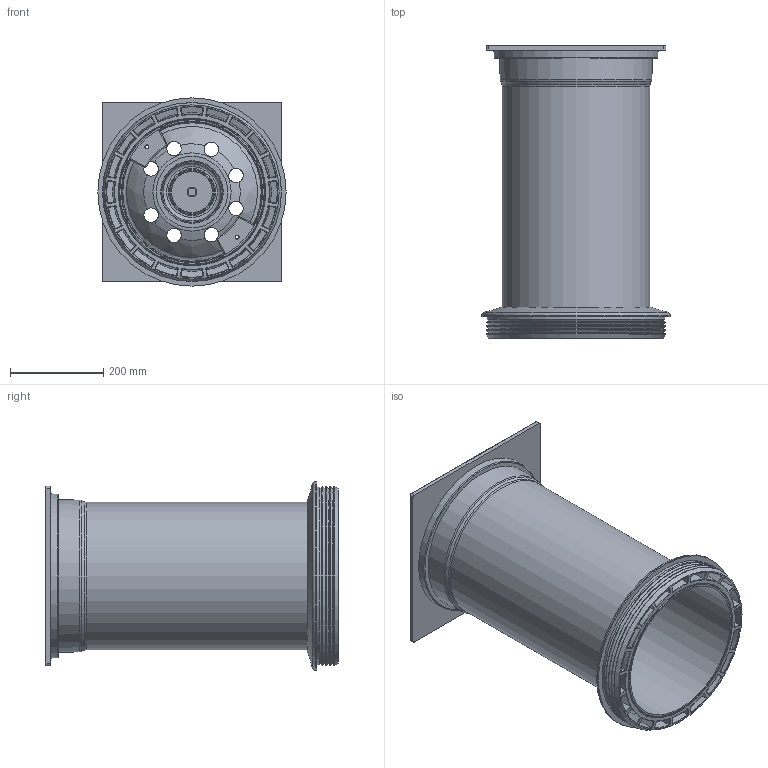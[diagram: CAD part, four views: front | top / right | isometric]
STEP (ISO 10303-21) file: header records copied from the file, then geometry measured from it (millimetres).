
FILE_DESCRIPTION(/* description */ (''),/* implementation_level */ '2;1');
FILE_NAME(/* name */ '660265z.stp',/* time_stamp */ '2025-03-26T11:43:52+01:00',/* author */ ('corinna'),/* organization */ (''),/* preprocessor_version */ 'ST-DEVELOPER v20',/* originating_system */ 'Autodesk Inventor 2024',/* authorisation */ '');
FILE_SCHEMA (('AUTOMOTIVE_DESIGN { 1 0 10303 214 3 1 1 }'));
Length unit declared in the file: millimetre
Products named in the file (6): 660265z; 660300z; 660500_05.02.25z; 990050z; 990050 Teil2z; 990050z_1
Assembly tree (5 placements, depth 3):
  660265z
    660300z
    660500_05.02.25z
    990050z
      990050 Teil2z
      990050z_1
Bounding box: 403 x 627 x 403 mm (x, y, z)
Volume: 8760876.3 mm3; surface area: 2156717.9 mm2
Topology: 4 solids, 4 shells, 1838 faces, 4272 edges, 2409 vertices
Faces by surface type: bspline 684, cylinder 371, torus 277, plane 245, cone 171, sphere 90
Full cylindrical faces by diameter (mm): 8.376 x2, 11 x2, 18 x2, 31 x8, 302.6 x1, 315 x2, 380 x1, 403 x1
Entity records: 71770 total; most frequent: CARTESIAN_POINT 33704, ORIENTED_EDGE 8336, DIRECTION 7187, EDGE_CURVE 4168, AXIS2_PLACEMENT_3D 3137, VERTEX_POINT 2409, EDGE_LOOP 1941, FACE_OUTER_BOUND 1838
